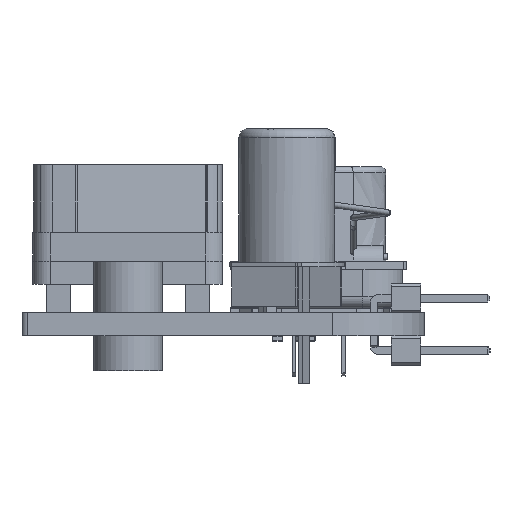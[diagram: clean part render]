
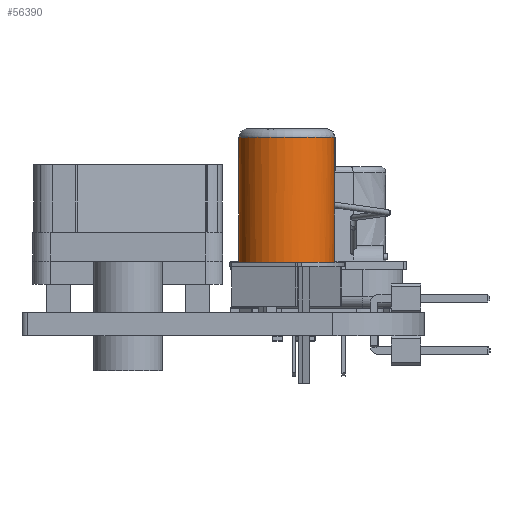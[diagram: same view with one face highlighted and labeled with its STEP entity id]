
A CAD part, left-side view. The second image highlights one B-rep face of the part: STEP entity #56390.
In plain terms, the highlighted cylindrical face has radius 4.15 mm (diameter 8.3 mm), a full revolution.
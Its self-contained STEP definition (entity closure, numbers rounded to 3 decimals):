
#56278 = VERTEX_POINT('',#56279);
#56279 = CARTESIAN_POINT('',(4.15,0.,11.25));
#56288 = EDGE_CURVE('',#56278,#56278,#56289,.T.);
#56289 = CIRCLE('',#56290,4.15);
#56290 = AXIS2_PLACEMENT_3D('',#56291,#56292,#56293);
#56291 = CARTESIAN_POINT('',(0.,0.,11.25));
#56292 = DIRECTION('',(0.,0.,1.));
#56293 = DIRECTION('',(1.,0.,0.));
#56390 = ADVANCED_FACE('',(#56391),#56446,.T.);
#56391 = FACE_BOUND('',#56392,.T.);
#56392 = EDGE_LOOP('',(#56393,#56401,#56402,#56403,#56412,#56421,#56430,
    #56439));
#56393 = ORIENTED_EDGE('',*,*,#56394,.T.);
#56394 = EDGE_CURVE('',#56395,#56278,#56397,.T.);
#56395 = VERTEX_POINT('',#56396);
#56396 = CARTESIAN_POINT('',(4.15,0.,0.4));
#56397 = LINE('',#56398,#56399);
#56398 = CARTESIAN_POINT('',(4.15,0.,0.));
#56399 = VECTOR('',#56400,1.);
#56400 = DIRECTION('',(0.,0.,1.));
#56401 = ORIENTED_EDGE('',*,*,#56288,.F.);
#56402 = ORIENTED_EDGE('',*,*,#56394,.F.);
#56403 = ORIENTED_EDGE('',*,*,#56404,.T.);
#56404 = EDGE_CURVE('',#56395,#56405,#56407,.T.);
#56405 = VERTEX_POINT('',#56406);
#56406 = CARTESIAN_POINT('',(2.867,3.,0.4));
#56407 = CIRCLE('',#56408,4.15);
#56408 = AXIS2_PLACEMENT_3D('',#56409,#56410,#56411);
#56409 = CARTESIAN_POINT('',(0.,0.,0.4));
#56410 = DIRECTION('',(0.,0.,1.));
#56411 = DIRECTION('',(1.,0.,0.));
#56412 = ORIENTED_EDGE('',*,*,#56413,.T.);
#56413 = EDGE_CURVE('',#56405,#56414,#56416,.T.);
#56414 = VERTEX_POINT('',#56415);
#56415 = CARTESIAN_POINT('',(-2.867,3.,0.4));
#56416 = CIRCLE('',#56417,4.15);
#56417 = AXIS2_PLACEMENT_3D('',#56418,#56419,#56420);
#56418 = CARTESIAN_POINT('',(0.,0.,0.4));
#56419 = DIRECTION('',(0.,0.,1.));
#56420 = DIRECTION('',(1.,0.,0.));
#56421 = ORIENTED_EDGE('',*,*,#56422,.T.);
#56422 = EDGE_CURVE('',#56414,#56423,#56425,.T.);
#56423 = VERTEX_POINT('',#56424);
#56424 = CARTESIAN_POINT('',(-2.867,-3.,0.4));
#56425 = CIRCLE('',#56426,4.15);
#56426 = AXIS2_PLACEMENT_3D('',#56427,#56428,#56429);
#56427 = CARTESIAN_POINT('',(0.,0.,0.4));
#56428 = DIRECTION('',(0.,0.,1.));
#56429 = DIRECTION('',(1.,0.,0.));
#56430 = ORIENTED_EDGE('',*,*,#56431,.T.);
#56431 = EDGE_CURVE('',#56423,#56432,#56434,.T.);
#56432 = VERTEX_POINT('',#56433);
#56433 = CARTESIAN_POINT('',(2.867,-3.,0.4));
#56434 = CIRCLE('',#56435,4.15);
#56435 = AXIS2_PLACEMENT_3D('',#56436,#56437,#56438);
#56436 = CARTESIAN_POINT('',(0.,0.,0.4));
#56437 = DIRECTION('',(0.,0.,1.));
#56438 = DIRECTION('',(1.,0.,0.));
#56439 = ORIENTED_EDGE('',*,*,#56440,.T.);
#56440 = EDGE_CURVE('',#56432,#56395,#56441,.T.);
#56441 = CIRCLE('',#56442,4.15);
#56442 = AXIS2_PLACEMENT_3D('',#56443,#56444,#56445);
#56443 = CARTESIAN_POINT('',(0.,0.,0.4));
#56444 = DIRECTION('',(0.,0.,1.));
#56445 = DIRECTION('',(1.,0.,0.));
#56446 = CYLINDRICAL_SURFACE('',#56447,4.15);
#56447 = AXIS2_PLACEMENT_3D('',#56448,#56449,#56450);
#56448 = CARTESIAN_POINT('',(0.,0.,0.));
#56449 = DIRECTION('',(0.,0.,1.));
#56450 = DIRECTION('',(1.,0.,0.));
